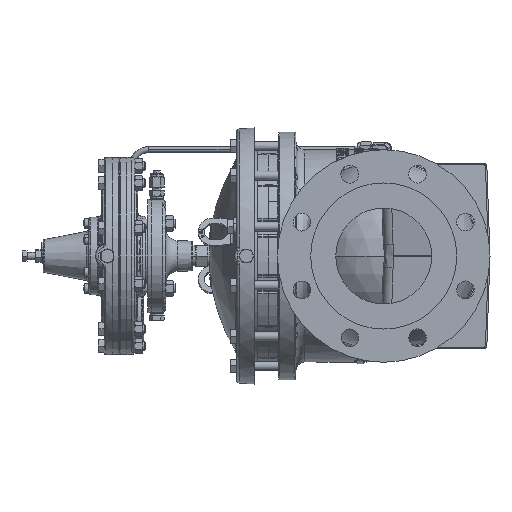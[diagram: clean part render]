
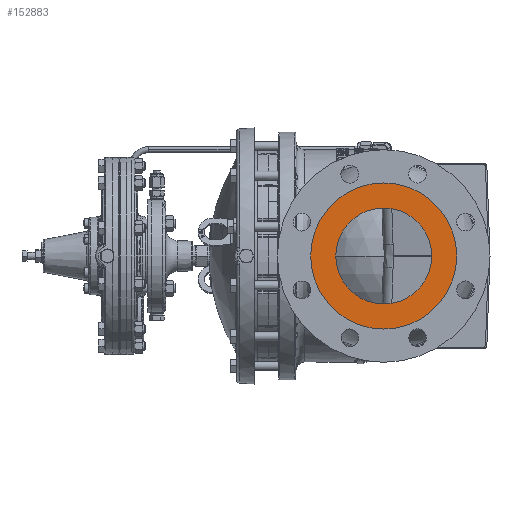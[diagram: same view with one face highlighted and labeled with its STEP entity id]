
A CAD part, left-side view. The second image highlights one B-rep face of the part: STEP entity #152883.
In plain terms, the highlighted planar face has unit normal (-1, 0, 0).
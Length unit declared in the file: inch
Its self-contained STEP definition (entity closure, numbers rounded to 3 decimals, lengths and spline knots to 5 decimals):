
#136 = VERTEX_POINT ( 'NONE', #262093 ) ;
#6521 = EDGE_CURVE ( 'NONE', #285630, #287056, #303413, .T. ) ;
#26440 = CARTESIAN_POINT ( 'NONE',  ( -7.53125, 0., 0. ) ) ;
#28486 = DIRECTION ( 'NONE',  ( 0., 0., 1. ) ) ;
#33439 = AXIS2_PLACEMENT_3D ( 'NONE', #121246, #71832, #28486 ) ;
#35410 = EDGE_CURVE ( 'NONE', #136, #47342, #251520, .T. ) ;
#47342 = VERTEX_POINT ( 'NONE', #262223 ) ;
#52071 = DIRECTION ( 'NONE',  ( -1., 0., 0. ) ) ;
#68812 = FACE_BOUND ( 'NONE', #247488, .T. ) ;
#71832 = DIRECTION ( 'NONE',  ( -1., 0., 0. ) ) ;
#71974 = PLANE ( 'NONE',  #100310 ) ;
#75400 = CARTESIAN_POINT ( 'NONE',  ( -7.53125, 0., 2.03125 ) ) ;
#84358 = AXIS2_PLACEMENT_3D ( 'NONE', #26440, #52071, #222752 ) ;
#93851 = CIRCLE ( 'NONE', #267072, 2.03125 ) ;
#95914 = FACE_OUTER_BOUND ( 'NONE', #161512, .T. ) ;
#100310 = AXIS2_PLACEMENT_3D ( 'NONE', #237838, #145304, #169195 ) ;
#120128 = CARTESIAN_POINT ( 'NONE',  ( -7.53125, 0., -2.03125 ) ) ;
#121246 = CARTESIAN_POINT ( 'NONE',  ( -7.53125, 0., 0. ) ) ;
#126159 = EDGE_CURVE ( 'NONE', #287056, #285630, #93851, .T. ) ;
#145304 = DIRECTION ( 'NONE',  ( -1., 0., 0. ) ) ;
#150481 = ORIENTED_EDGE ( 'NONE', *, *, #35410, .T. ) ;
#152883 = ADVANCED_FACE ( 'NONE', ( #68812, #95914 ), #71974, .T. ) ;
#160657 = CARTESIAN_POINT ( 'NONE',  ( -7.53125, 0., 0. ) ) ;
#161512 = EDGE_LOOP ( 'NONE', ( #150481, #169596 ) ) ;
#169195 = DIRECTION ( 'NONE',  ( 0., 0., -1. ) ) ;
#169596 = ORIENTED_EDGE ( 'NONE', *, *, #257889, .T. ) ;
#200513 = AXIS2_PLACEMENT_3D ( 'NONE', #264875, #215426, #288858 ) ;
#215426 = DIRECTION ( 'NONE',  ( -1., 0., 0. ) ) ;
#217650 = ORIENTED_EDGE ( 'NONE', *, *, #6521, .F. ) ;
#222752 = DIRECTION ( 'NONE',  ( 0., 0., 1. ) ) ;
#234033 = DIRECTION ( 'NONE',  ( 0., 0., 1. ) ) ;
#235596 = DIRECTION ( 'NONE',  ( -1., 0., 0. ) ) ;
#237838 = CARTESIAN_POINT ( 'NONE',  ( -7.53125, 3.0935, 0. ) ) ;
#247488 = EDGE_LOOP ( 'NONE', ( #262784, #217650 ) ) ;
#251520 = CIRCLE ( 'NONE', #200513, 3.0935 ) ;
#257889 = EDGE_CURVE ( 'NONE', #47342, #136, #313656, .T. ) ;
#262093 = CARTESIAN_POINT ( 'NONE',  ( -7.53125, 0., 3.0935 ) ) ;
#262223 = CARTESIAN_POINT ( 'NONE',  ( -7.53125, 0., -3.0935 ) ) ;
#262784 = ORIENTED_EDGE ( 'NONE', *, *, #126159, .F. ) ;
#264875 = CARTESIAN_POINT ( 'NONE',  ( -7.53125, 0., 0. ) ) ;
#267072 = AXIS2_PLACEMENT_3D ( 'NONE', #160657, #235596, #234033 ) ;
#285630 = VERTEX_POINT ( 'NONE', #120128 ) ;
#287056 = VERTEX_POINT ( 'NONE', #75400 ) ;
#288858 = DIRECTION ( 'NONE',  ( 0., 0., 1. ) ) ;
#303413 = CIRCLE ( 'NONE', #33439, 2.03125 ) ;
#313656 = CIRCLE ( 'NONE', #84358, 3.0935 ) ;
